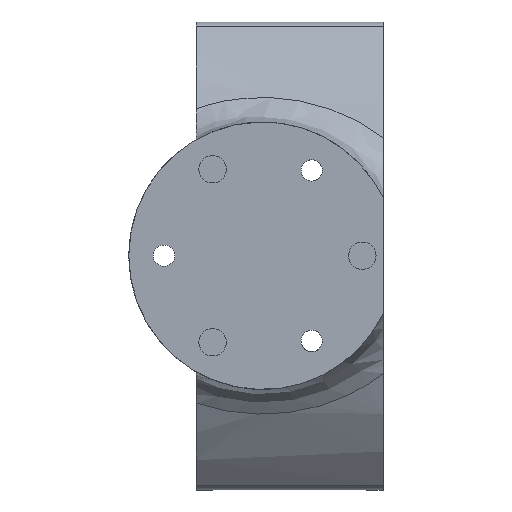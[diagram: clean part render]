
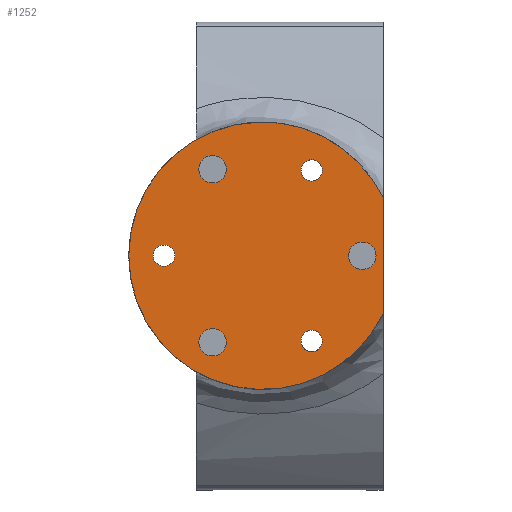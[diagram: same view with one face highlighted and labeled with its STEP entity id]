
A CAD part, top view. The second image highlights one B-rep face of the part: STEP entity #1252.
In plain terms, the highlighted planar face has unit normal (0, 0, 1).
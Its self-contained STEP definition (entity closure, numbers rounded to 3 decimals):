
#26=FACE_BOUND('',#179,.T.);
#27=FACE_BOUND('',#180,.T.);
#28=FACE_BOUND('',#181,.T.);
#29=FACE_BOUND('',#182,.T.);
#30=FACE_BOUND('',#183,.T.);
#31=FACE_BOUND('',#184,.T.);
#48=PLANE('',#1379);
#73=B_SPLINE_CURVE_WITH_KNOTS('',3,(#2147,#2148,#2149,#2150,#2151,#2152,
#2153,#2154,#2155,#2156),.UNSPECIFIED.,.F.,.F.,(4,3,3,4),(0.,0.114,
0.174,0.278),.UNSPECIFIED.);
#74=B_SPLINE_CURVE_WITH_KNOTS('',3,(#2159,#2160,#2161,#2162,#2163,#2164,
#2165,#2166,#2167,#2168),.UNSPECIFIED.,.F.,.F.,(4,3,3,4),(2.084,
2.189,2.339,2.362),.UNSPECIFIED.);
#107=FACE_OUTER_BOUND('',#178,.T.);
#178=EDGE_LOOP('',(#939,#940,#941,#942));
#179=EDGE_LOOP('',(#943));
#180=EDGE_LOOP('',(#944));
#181=EDGE_LOOP('',(#945));
#182=EDGE_LOOP('',(#946));
#183=EDGE_LOOP('',(#947));
#184=EDGE_LOOP('',(#948));
#275=LINE('',#2145,#361);
#361=VECTOR('',#1644,10.);
#437=CIRCLE('',#1357,1.6);
#438=CIRCLE('',#1359,2.05);
#440=CIRCLE('',#1363,2.05);
#442=CIRCLE('',#1367,2.05);
#452=CIRCLE('',#1380,20.);
#453=CIRCLE('',#1381,1.6);
#454=CIRCLE('',#1382,1.6);
#546=VERTEX_POINT('',#2091);
#547=VERTEX_POINT('',#2095);
#549=VERTEX_POINT('',#2102);
#551=VERTEX_POINT('',#2109);
#565=VERTEX_POINT('',#2143);
#566=VERTEX_POINT('',#2144);
#567=VERTEX_POINT('',#2146);
#568=VERTEX_POINT('',#2157);
#569=VERTEX_POINT('',#2169);
#570=VERTEX_POINT('',#2171);
#689=EDGE_CURVE('',#546,#546,#437,.T.);
#690=EDGE_CURVE('',#547,#547,#438,.T.);
#693=EDGE_CURVE('',#549,#549,#440,.T.);
#696=EDGE_CURVE('',#551,#551,#442,.T.);
#713=EDGE_CURVE('',#565,#566,#275,.F.);
#714=EDGE_CURVE('',#567,#566,#73,.T.);
#715=EDGE_CURVE('',#567,#568,#452,.T.);
#716=EDGE_CURVE('',#568,#565,#74,.F.);
#717=EDGE_CURVE('',#569,#569,#453,.T.);
#718=EDGE_CURVE('',#570,#570,#454,.T.);
#939=ORIENTED_EDGE('',*,*,#713,.T.);
#940=ORIENTED_EDGE('',*,*,#714,.F.);
#941=ORIENTED_EDGE('',*,*,#715,.T.);
#942=ORIENTED_EDGE('',*,*,#716,.T.);
#943=ORIENTED_EDGE('',*,*,#689,.T.);
#944=ORIENTED_EDGE('',*,*,#690,.T.);
#945=ORIENTED_EDGE('',*,*,#693,.T.);
#946=ORIENTED_EDGE('',*,*,#696,.T.);
#947=ORIENTED_EDGE('',*,*,#717,.T.);
#948=ORIENTED_EDGE('',*,*,#718,.T.);
#1252=ADVANCED_FACE('',(#107,#26,#27,#28,#29,#30,#31),#48,.T.);
#1357=AXIS2_PLACEMENT_3D('',#2093,#1589,#1590);
#1359=AXIS2_PLACEMENT_3D('',#2096,#1593,#1594);
#1363=AXIS2_PLACEMENT_3D('',#2103,#1602,#1603);
#1367=AXIS2_PLACEMENT_3D('',#2110,#1611,#1612);
#1379=AXIS2_PLACEMENT_3D('',#2142,#1642,#1643);
#1380=AXIS2_PLACEMENT_3D('',#2158,#1645,#1646);
#1381=AXIS2_PLACEMENT_3D('',#2170,#1647,#1648);
#1382=AXIS2_PLACEMENT_3D('',#2172,#1649,#1650);
#1589=DIRECTION('center_axis',(0.,0.,-1.));
#1590=DIRECTION('ref_axis',(-1.,0.,0.));
#1593=DIRECTION('center_axis',(0.,0.,-1.));
#1594=DIRECTION('ref_axis',(1.,0.,0.));
#1602=DIRECTION('center_axis',(0.,0.,-1.));
#1603=DIRECTION('ref_axis',(1.,0.,0.));
#1611=DIRECTION('center_axis',(0.,0.,-1.));
#1612=DIRECTION('ref_axis',(1.,0.,0.));
#1642=DIRECTION('center_axis',(0.,0.,1.));
#1643=DIRECTION('ref_axis',(1.,0.,0.));
#1644=DIRECTION('',(0.,-1.,0.));
#1645=DIRECTION('center_axis',(0.,0.,1.));
#1646=DIRECTION('ref_axis',(1.,0.,0.));
#1647=DIRECTION('center_axis',(0.,0.,-1.));
#1648=DIRECTION('ref_axis',(1.,0.,0.));
#1649=DIRECTION('center_axis',(0.,0.,-1.));
#1650=DIRECTION('ref_axis',(1.,0.,0.));
#2091=CARTESIAN_POINT('',(18.716,0.,55.));
#2093=CARTESIAN_POINT('Origin',(17.116,0.,55.));
#2095=CARTESIAN_POINT('',(22.33,12.938,55.));
#2096=CARTESIAN_POINT('Origin',(24.38,12.938,55.));
#2102=CARTESIAN_POINT('',(22.33,-12.938,55.));
#2103=CARTESIAN_POINT('Origin',(24.38,-12.938,55.));
#2109=CARTESIAN_POINT('',(44.74,0.,55.));
#2110=CARTESIAN_POINT('Origin',(46.79,0.,55.));
#2142=CARTESIAN_POINT('Origin',(31.85,0.,55.));
#2143=CARTESIAN_POINT('',(49.91,-8.69,55.));
#2144=CARTESIAN_POINT('',(49.91,8.69,55.));
#2145=CARTESIAN_POINT('',(49.91,0.,55.));
#2146=CARTESIAN_POINT('',(48.496,11.086,55.));
#2147=CARTESIAN_POINT('Ctrl Pts',(48.498,11.085,54.999));
#2148=CARTESIAN_POINT('Ctrl Pts',(48.707,10.77,54.999));
#2149=CARTESIAN_POINT('Ctrl Pts',(48.91,10.451,54.999));
#2150=CARTESIAN_POINT('Ctrl Pts',(49.106,10.126,55.));
#2151=CARTESIAN_POINT('Ctrl Pts',(49.21,9.955,55.));
#2152=CARTESIAN_POINT('Ctrl Pts',(49.311,9.783,55.));
#2153=CARTESIAN_POINT('Ctrl Pts',(49.411,9.609,55.));
#2154=CARTESIAN_POINT('Ctrl Pts',(49.584,9.306,55.));
#2155=CARTESIAN_POINT('Ctrl Pts',(49.751,9.,55.));
#2156=CARTESIAN_POINT('Ctrl Pts',(49.911,8.69,55.001));
#2157=CARTESIAN_POINT('',(48.496,-11.086,55.));
#2158=CARTESIAN_POINT('Origin',(31.85,0.,55.));
#2159=CARTESIAN_POINT('Ctrl Pts',(49.911,-8.69,55.001));
#2160=CARTESIAN_POINT('Ctrl Pts',(49.751,-9.,55.));
#2161=CARTESIAN_POINT('Ctrl Pts',(49.584,-9.306,55.));
#2162=CARTESIAN_POINT('Ctrl Pts',(49.411,-9.609,55.));
#2163=CARTESIAN_POINT('Ctrl Pts',(49.16,-10.046,55.));
#2164=CARTESIAN_POINT('Ctrl Pts',(48.896,-10.476,55.));
#2165=CARTESIAN_POINT('Ctrl Pts',(48.621,-10.897,55.001));
#2166=CARTESIAN_POINT('Ctrl Pts',(48.58,-10.96,55.001));
#2167=CARTESIAN_POINT('Ctrl Pts',(48.538,-11.023,55.001));
#2168=CARTESIAN_POINT('Ctrl Pts',(48.496,-11.086,55.001));
#2169=CARTESIAN_POINT('',(37.617,12.76,55.));
#2170=CARTESIAN_POINT('Origin',(39.217,12.76,55.));
#2171=CARTESIAN_POINT('',(37.617,-12.76,55.));
#2172=CARTESIAN_POINT('Origin',(39.217,-12.76,55.));
